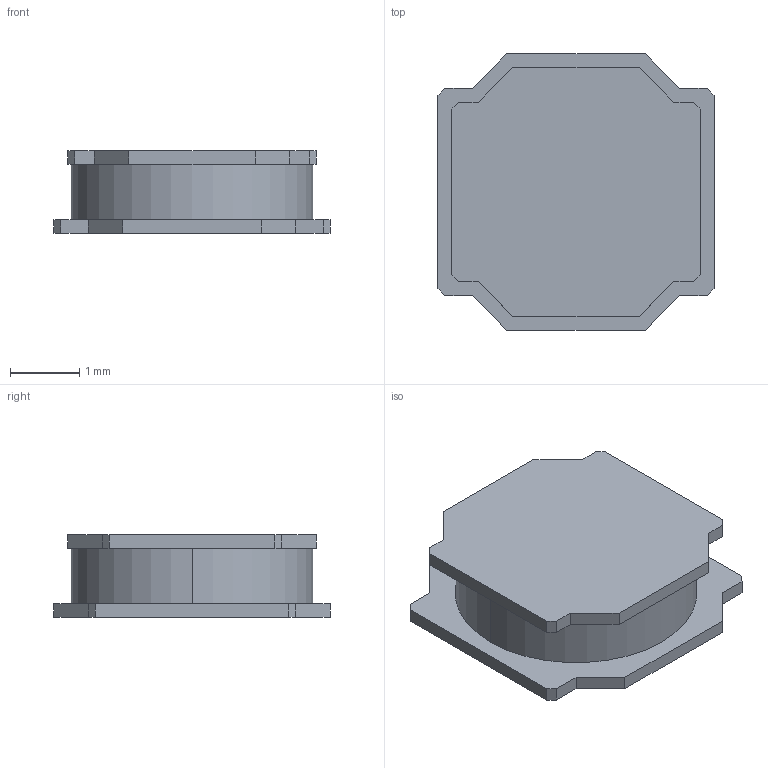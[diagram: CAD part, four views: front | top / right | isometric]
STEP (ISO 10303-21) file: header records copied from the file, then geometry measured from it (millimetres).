
FILE_DESCRIPTION (( 'STEP AP214' ), '1' );
FILE_NAME ('39775AB1-1C7A-44CE-9268-D2AA2683BDD2.STEP', '2022-11-10T03:55:56', ( '' ), ( '' ), 'SwSTEP 2.0', 'SolidWorks 2022', '' );
FILE_SCHEMA (( 'AUTOMOTIVE_DESIGN' ));
Length unit declared in the file: millimetre
Products named in the file (1): 39775AB1-1C7A-44CE-9268-D2AA2683BDD2
Bounding box: 4 x 4 x 1.2 mm (x, y, z)
Volume: 12.9 mm3; surface area: 47.4 mm2
Topology: 1 solids, 1 shells, 38 faces, 102 edges, 68 vertices
Faces by surface type: plane 36, cylinder 2
Entity records: 1622 total; most frequent: CARTESIAN_POINT 209, ORIENTED_EDGE 204, DIRECTION 184, EDGE_CURVE 102, VECTOR 98, LINE 98, VERTEX_POINT 68, AXIS2_PLACEMENT_3D 43
